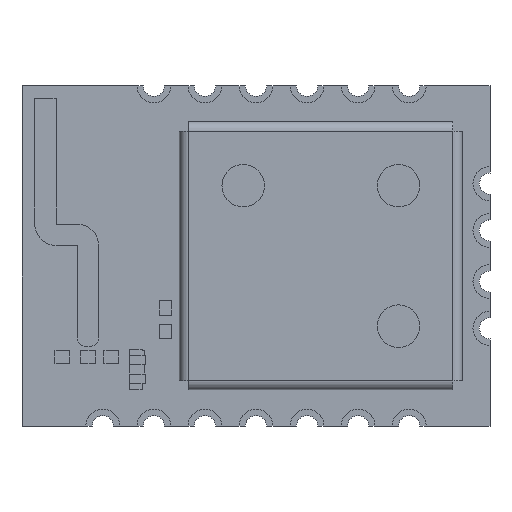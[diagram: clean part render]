
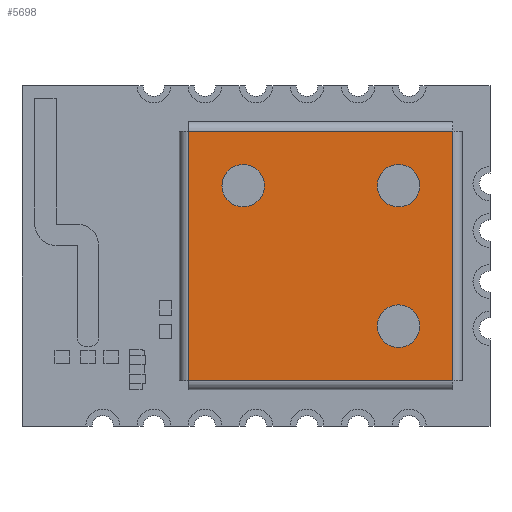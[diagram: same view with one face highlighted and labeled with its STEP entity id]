
A CAD part, top view. The second image highlights one B-rep face of the part: STEP entity #5698.
In plain terms, the highlighted planar face has unit normal (0, 0, 1).
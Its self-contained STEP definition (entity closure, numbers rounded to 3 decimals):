
#213=CIRCLE('',#6035,0.5);
#214=CIRCLE('',#6036,0.5);
#215=CIRCLE('',#6037,0.5);
#1271=ORIENTED_EDGE('',*,*,#2012,.T.);
#1272=ORIENTED_EDGE('',*,*,#2013,.F.);
#1273=ORIENTED_EDGE('',*,*,#2014,.T.);
#1274=ORIENTED_EDGE('',*,*,#2015,.T.);
#1275=ORIENTED_EDGE('',*,*,#2016,.F.);
#1276=ORIENTED_EDGE('',*,*,#2017,.F.);
#1277=ORIENTED_EDGE('',*,*,#2018,.T.);
#2012=EDGE_CURVE('',#2442,#2442,#213,.T.);
#2013=EDGE_CURVE('',#2443,#2443,#214,.T.);
#2014=EDGE_CURVE('',#2444,#2444,#215,.T.);
#2015=EDGE_CURVE('',#2430,#2445,#2955,.T.);
#2016=EDGE_CURVE('',#2435,#2445,#2956,.T.);
#2017=EDGE_CURVE('',#2391,#2435,#2957,.T.);
#2018=EDGE_CURVE('',#2391,#2430,#2958,.T.);
#2391=VERTEX_POINT('',#8330);
#2430=VERTEX_POINT('',#8424);
#2435=VERTEX_POINT('',#8435);
#2442=VERTEX_POINT('',#8459);
#2443=VERTEX_POINT('',#8461);
#2444=VERTEX_POINT('',#8463);
#2445=VERTEX_POINT('',#8465);
#2955=LINE('',#8464,#3485);
#2956=LINE('',#8466,#3486);
#2957=LINE('',#8467,#3487);
#2958=LINE('',#8468,#3488);
#3485=VECTOR('',#7152,1000.);
#3486=VECTOR('',#7153,1000.);
#3487=VECTOR('',#7154,1000.);
#3488=VECTOR('',#7155,1000.);
#3741=EDGE_LOOP('',(#1271));
#3742=EDGE_LOOP('',(#1272));
#3743=EDGE_LOOP('',(#1273));
#3744=EDGE_LOOP('',(#1274,#1275,#1276,#1277));
#4001=FACE_BOUND('',#3741,.T.);
#4002=FACE_BOUND('',#3742,.T.);
#4003=FACE_BOUND('',#3743,.T.);
#4004=FACE_BOUND('',#3744,.T.);
#4225=PLANE('',#6034);
#5698=ADVANCED_FACE('',(#4001,#4002,#4003,#4004),#4225,.F.);
#6034=AXIS2_PLACEMENT_3D('',#8457,#7144,#7145);
#6035=AXIS2_PLACEMENT_3D('',#8458,#7146,#7147);
#6036=AXIS2_PLACEMENT_3D('',#8460,#7148,#7149);
#6037=AXIS2_PLACEMENT_3D('',#8462,#7150,#7151);
#7144=DIRECTION('',(0.,0.,-1.));
#7145=DIRECTION('',(-1.,0.,0.));
#7146=DIRECTION('',(0.,0.,-1.));
#7147=DIRECTION('',(1.,0.,0.));
#7148=DIRECTION('',(0.,0.,1.));
#7149=DIRECTION('',(1.,0.,0.));
#7150=DIRECTION('',(0.,0.,-1.));
#7151=DIRECTION('',(1.,0.,0.));
#7152=DIRECTION('',(1.,0.,0.));
#7153=DIRECTION('',(0.,-1.,0.));
#7154=DIRECTION('',(1.,0.,0.));
#7155=DIRECTION('',(0.,-1.,0.));
#8330=CARTESIAN_POINT('',(-3.105,2.93,1.2));
#8424=CARTESIAN_POINT('',(-3.105,-2.93,1.2));
#8435=CARTESIAN_POINT('',(3.105,2.93,1.2));
#8457=CARTESIAN_POINT('',(-3.325,2.93,1.2));
#8458=CARTESIAN_POINT('',(1.825,-1.65,1.2));
#8459=CARTESIAN_POINT('',(2.325,-1.65,1.2));
#8460=CARTESIAN_POINT('',(1.825,1.65,1.2));
#8461=CARTESIAN_POINT('',(2.325,1.65,1.2));
#8462=CARTESIAN_POINT('',(-1.825,1.65,1.2));
#8463=CARTESIAN_POINT('',(-1.325,1.65,1.2));
#8464=CARTESIAN_POINT('',(-3.325,-2.93,1.2));
#8465=CARTESIAN_POINT('',(3.105,-2.93,1.2));
#8466=CARTESIAN_POINT('',(3.105,2.93,1.2));
#8467=CARTESIAN_POINT('',(-3.325,2.93,1.2));
#8468=CARTESIAN_POINT('',(-3.105,2.93,1.2));
